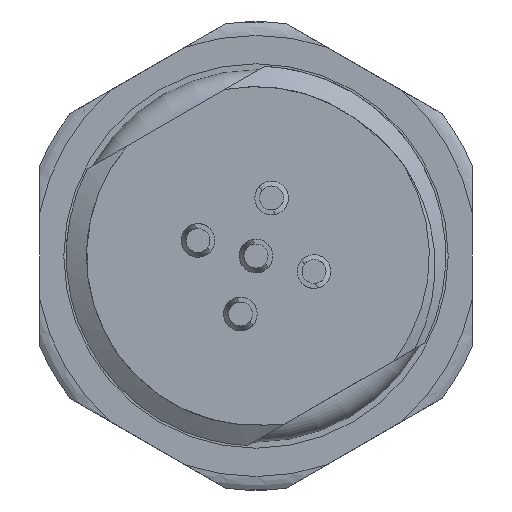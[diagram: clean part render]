
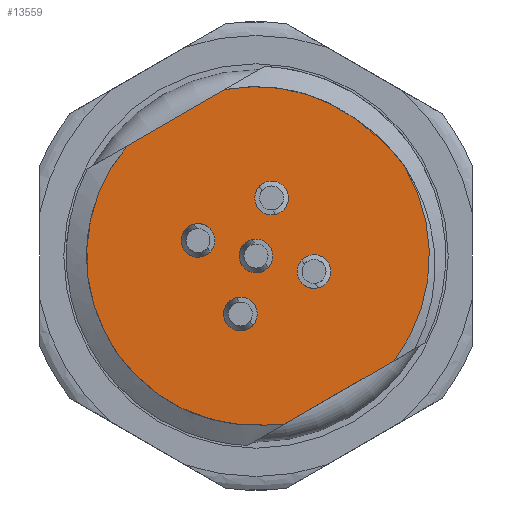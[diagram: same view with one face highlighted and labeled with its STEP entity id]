
A CAD part, front view. The second image highlights one B-rep face of the part: STEP entity #13559.
In plain terms, the highlighted planar face has unit normal (0, -1, 0).
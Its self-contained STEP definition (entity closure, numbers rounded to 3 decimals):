
#4521=CARTESIAN_POINT('',(0.,-8.,0.));
#4522=DIRECTION('',(0.,-1.,0.));
#4523=DIRECTION('',(0.585,0.,0.811));
#4524=AXIS2_PLACEMENT_3D('',#4521,#4522,#4523);
#4678=CARTESIAN_POINT('',(0.,-8.,0.));
#4679=DIRECTION('',(0.,-1.,0.));
#4680=DIRECTION('',(-0.759,0.,0.651));
#4681=AXIS2_PLACEMENT_3D('',#4678,#4679,#4680);
#4710=CARTESIAN_POINT('',(0.,-8.,0.));
#4711=DIRECTION('',(0.,1.,0.));
#4712=DIRECTION('',(0.858,0.,0.514));
#4713=AXIS2_PLACEMENT_3D('',#4710,#4711,#4712);
#4715=DIRECTION('',(0.866,0.,0.5));
#4716=VECTOR('',#4715,4.682);
#4717=CARTESIAN_POINT('',(-5.352,-8.,4.589));
#4718=LINE('',#4717,#4716);
#4719=DIRECTION('',(-0.866,0.,-0.5));
#4720=VECTOR('',#4719,5.284);
#4721=CARTESIAN_POINT('',(5.755,-8.,-4.356));
#4722=LINE('',#4721,#4720);
#4810=CARTESIAN_POINT('',(0.,-8.,0.));
#4811=DIRECTION('',(0.,-1.,0.));
#4812=DIRECTION('',(-0.966,0.,0.259));
#4813=AXIS2_PLACEMENT_3D('',#4810,#4811,#4812);
#4841=CARTESIAN_POINT('',(0.,-8.,0.));
#4842=DIRECTION('',(0.,1.,0.));
#4843=DIRECTION('',(-0.966,0.,0.259));
#4844=AXIS2_PLACEMENT_3D('',#4841,#4842,#4843);
#4948=CARTESIAN_POINT('',(0.648,-8.,2.415));
#4949=DIRECTION('',(0.,-1.,0.));
#4950=DIRECTION('',(0.966,0.,-0.259));
#4951=AXIS2_PLACEMENT_3D('',#4948,#4949,#4950);
#4979=CARTESIAN_POINT('',(0.648,-8.,2.415));
#4980=DIRECTION('',(0.,1.,0.));
#4981=DIRECTION('',(0.966,0.,-0.259));
#4982=AXIS2_PLACEMENT_3D('',#4979,#4980,#4981);
#5086=CARTESIAN_POINT('',(2.415,-8.,-0.647));
#5087=DIRECTION('',(0.,-1.,0.));
#5088=DIRECTION('',(0.966,0.,-0.259));
#5089=AXIS2_PLACEMENT_3D('',#5086,#5087,#5088);
#5117=CARTESIAN_POINT('',(2.415,-8.,-0.647));
#5118=DIRECTION('',(0.,1.,0.));
#5119=DIRECTION('',(0.966,0.,-0.259));
#5120=AXIS2_PLACEMENT_3D('',#5117,#5118,#5119);
#5224=CARTESIAN_POINT('',(-0.648,-8.,-2.415));
#5225=DIRECTION('',(0.,-1.,0.));
#5226=DIRECTION('',(-0.966,0.,0.259));
#5227=AXIS2_PLACEMENT_3D('',#5224,#5225,#5226);
#5255=CARTESIAN_POINT('',(-0.648,-8.,-2.415));
#5256=DIRECTION('',(0.,1.,0.));
#5257=DIRECTION('',(-0.966,0.,0.259));
#5258=AXIS2_PLACEMENT_3D('',#5255,#5256,#5257);
#5362=CARTESIAN_POINT('',(-2.415,-8.,0.647));
#5363=DIRECTION('',(0.,-1.,0.));
#5364=DIRECTION('',(-0.966,0.,0.259));
#5365=AXIS2_PLACEMENT_3D('',#5362,#5363,#5364);
#5393=CARTESIAN_POINT('',(-2.415,-8.,0.647));
#5394=DIRECTION('',(0.,1.,0.));
#5395=DIRECTION('',(-0.966,0.,0.259));
#5396=AXIS2_PLACEMENT_3D('',#5393,#5394,#5395);
#5429=CARTESIAN_POINT('',(4.126,-8.,5.717));
#5430=CARTESIAN_POINT('',(4.303,-8.,5.604));
#5431=CARTESIAN_POINT('',(4.638,-8.,5.368));
#5432=CARTESIAN_POINT('',(5.086,-8.,4.994));
#5433=CARTESIAN_POINT('',(5.49,-8.,4.597));
#5434=CARTESIAN_POINT('',(5.862,-8.,4.168));
#5435=CARTESIAN_POINT('',(6.086,-8.,3.864));
#5436=CARTESIAN_POINT('',(6.193,-8.,3.708));
#5511=CARTESIAN_POINT('',(1.18,-8.,-6.998));
#5512=CARTESIAN_POINT('',(1.047,-8.,-7.012));
#5513=CARTESIAN_POINT('',(0.783,-8.,-7.034));
#5514=CARTESIAN_POINT('',(0.518,-8.,-7.04));
#5515=CARTESIAN_POINT('',(0.385,-8.,-7.039));
#6950=CARTESIAN_POINT('',(-5.352,-8.,4.589));
#6951=CARTESIAN_POINT('',(-1.298,-8.,6.93));
#6952=VERTEX_POINT('',#6950);
#6953=VERTEX_POINT('',#6951);
#6954=CARTESIAN_POINT('',(5.755,-8.,-4.356));
#6955=CARTESIAN_POINT('',(1.18,-8.,-6.998));
#6956=VERTEX_POINT('',#6954);
#6957=VERTEX_POINT('',#6955);
#7083=CARTESIAN_POINT('',(4.126,-8.,5.717));
#7084=VERTEX_POINT('',#7083);
#7085=CARTESIAN_POINT('',(6.193,-8.,3.708));
#7086=VERTEX_POINT('',#7085);
#7087=VERTEX_POINT('',#5515);
#8016=CARTESIAN_POINT('',(-3.091,-8.,0.828));
#8017=CARTESIAN_POINT('',(-1.739,-8.,0.466));
#8018=VERTEX_POINT('',#8016);
#8019=VERTEX_POINT('',#8017);
#8024=CARTESIAN_POINT('',(-1.324,-8.,-2.234));
#8025=CARTESIAN_POINT('',(0.028,-8.,-2.596));
#8026=VERTEX_POINT('',#8024);
#8027=VERTEX_POINT('',#8025);
#8032=CARTESIAN_POINT('',(3.091,-8.,-0.828));
#8033=CARTESIAN_POINT('',(1.739,-8.,-0.466));
#8034=VERTEX_POINT('',#8032);
#8035=VERTEX_POINT('',#8033);
#8040=CARTESIAN_POINT('',(1.324,-8.,2.234));
#8041=CARTESIAN_POINT('',(-0.028,-8.,2.596));
#8042=VERTEX_POINT('',#8040);
#8043=VERTEX_POINT('',#8041);
#8048=CARTESIAN_POINT('',(-0.676,-8.,0.181));
#8049=CARTESIAN_POINT('',(0.676,-8.,-0.181));
#8050=VERTEX_POINT('',#8048);
#8051=VERTEX_POINT('',#8049);
#13513=CARTESIAN_POINT('',(0.,-8.,0.));
#13514=DIRECTION('',(0.,-1.,0.));
#13515=DIRECTION('',(0.866,0.,0.5));
#13516=AXIS2_PLACEMENT_3D('',#13513,#13514,#13515);
#13517=PLANE('',#13516);
#13518=ORIENTED_EDGE('',*,*,#13227,.T.);
#13519=ORIENTED_EDGE('',*,*,#13305,.F.);
#13521=ORIENTED_EDGE('',*,*,#13520,.T.);
#13522=ORIENTED_EDGE('',*,*,#13446,.T.);
#13523=ORIENTED_EDGE('',*,*,#13435,.T.);
#13525=ORIENTED_EDGE('',*,*,#13524,.T.);
#13526=ORIENTED_EDGE('',*,*,#13362,.F.);
#13527=EDGE_LOOP('',(#13518,#13519,#13521,#13522,#13523,#13525,#13526));
#13528=FACE_OUTER_BOUND('',#13527,.F.);
#13530=ORIENTED_EDGE('',*,*,#13529,.T.);
#13532=ORIENTED_EDGE('',*,*,#13531,.F.);
#13533=EDGE_LOOP('',(#13530,#13532));
#13534=FACE_BOUND('',#13533,.F.);
#13536=ORIENTED_EDGE('',*,*,#13535,.T.);
#13538=ORIENTED_EDGE('',*,*,#13537,.F.);
#13539=EDGE_LOOP('',(#13536,#13538));
#13540=FACE_BOUND('',#13539,.F.);
#13542=ORIENTED_EDGE('',*,*,#13541,.T.);
#13544=ORIENTED_EDGE('',*,*,#13543,.F.);
#13545=EDGE_LOOP('',(#13542,#13544));
#13546=FACE_BOUND('',#13545,.F.);
#13548=ORIENTED_EDGE('',*,*,#13547,.T.);
#13550=ORIENTED_EDGE('',*,*,#13549,.F.);
#13551=EDGE_LOOP('',(#13548,#13550));
#13552=FACE_BOUND('',#13551,.F.);
#13554=ORIENTED_EDGE('',*,*,#13553,.T.);
#13556=ORIENTED_EDGE('',*,*,#13555,.F.);
#13557=EDGE_LOOP('',(#13554,#13556));
#13558=FACE_BOUND('',#13557,.F.);
#13559=ADVANCED_FACE('',(#13528,#13534,#13540,#13546,#13552,#13558),#13517,.T.);
#4525=CIRCLE('',#4524,7.05);
#4682=CIRCLE('',#4681,7.05);
#4714=CIRCLE('',#4713,7.218);
#4814=CIRCLE('',#4813,0.7);
#4845=CIRCLE('',#4844,0.7);
#4952=CIRCLE('',#4951,0.7);
#4983=CIRCLE('',#4982,0.7);
#5090=CIRCLE('',#5089,0.7);
#5121=CIRCLE('',#5120,0.7);
#5228=CIRCLE('',#5227,0.7);
#5259=CIRCLE('',#5258,0.7);
#5366=CIRCLE('',#5365,0.7);
#5397=CIRCLE('',#5396,0.7);
#5437=B_SPLINE_CURVE_WITH_KNOTS('',3,(#5429,#5430,#5431,#5432,#5433,#5434,#5435,
#5436),.UNSPECIFIED.,.F.,.F.,(4,1,1,1,1,4),(0.,0.2,0.4,0.6,0.8,1.),
.UNSPECIFIED.);
#5516=B_SPLINE_CURVE_WITH_KNOTS('',3,(#5511,#5512,#5513,#5514,#5515),
.UNSPECIFIED.,.F.,.F.,(4,1,4),(0.,0.5,1.),.UNSPECIFIED.);
#13227=EDGE_CURVE('',#6952,#6953,#4718,.T.);
#13305=EDGE_CURVE('',#7084,#6953,#4525,.T.);
#13362=EDGE_CURVE('',#6952,#7087,#4682,.T.);
#13435=EDGE_CURVE('',#6956,#6957,#4722,.T.);
#13446=EDGE_CURVE('',#7086,#6956,#4714,.T.);
#13520=EDGE_CURVE('',#7084,#7086,#5437,.T.);
#13524=EDGE_CURVE('',#6957,#7087,#5516,.T.);
#13529=EDGE_CURVE('',#8050,#8051,#4814,.T.);
#13531=EDGE_CURVE('',#8050,#8051,#4845,.T.);
#13535=EDGE_CURVE('',#8042,#8043,#4952,.T.);
#13537=EDGE_CURVE('',#8042,#8043,#4983,.T.);
#13541=EDGE_CURVE('',#8034,#8035,#5090,.T.);
#13543=EDGE_CURVE('',#8034,#8035,#5121,.T.);
#13547=EDGE_CURVE('',#8026,#8027,#5228,.T.);
#13549=EDGE_CURVE('',#8026,#8027,#5259,.T.);
#13553=EDGE_CURVE('',#8018,#8019,#5366,.T.);
#13555=EDGE_CURVE('',#8018,#8019,#5397,.T.);
